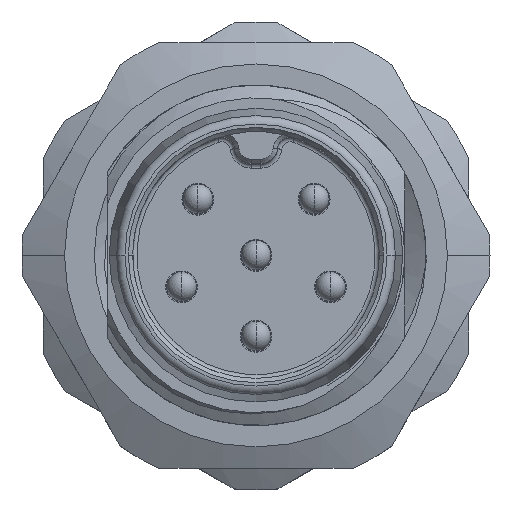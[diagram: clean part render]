
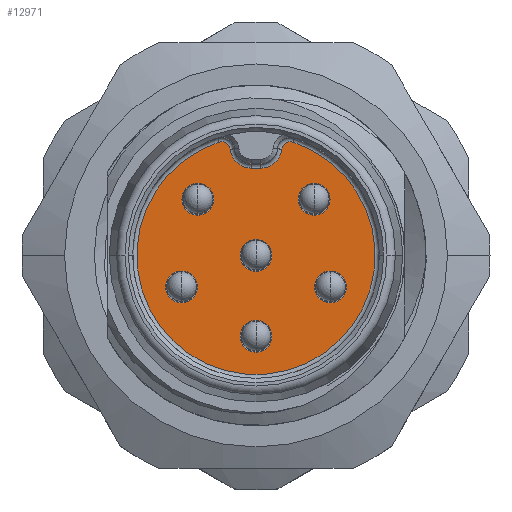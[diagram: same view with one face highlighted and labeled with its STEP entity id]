
A CAD part, top view. The second image highlights one B-rep face of the part: STEP entity #12971.
In plain terms, the highlighted planar face has unit normal (0, 0, 1).
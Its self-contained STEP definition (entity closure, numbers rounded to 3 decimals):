
#10959=CARTESIAN_POINT('',(0.,0.,7.));
#10960=DIRECTION('',(0.,0.,1.));
#10961=DIRECTION('',(-1.,0.,0.));
#10962=AXIS2_PLACEMENT_3D('',#10959,#10960,#10961);
#10964=CARTESIAN_POINT('',(0.,0.,7.));
#10965=DIRECTION('',(0.,0.,1.));
#10966=DIRECTION('',(1.,0.,0.));
#10967=AXIS2_PLACEMENT_3D('',#10964,#10965,#10966);
#10969=CARTESIAN_POINT('',(-1.749,-0.742,7.));
#10970=DIRECTION('',(0.,0.,1.));
#10971=DIRECTION('',(-1.,0.,0.));
#10972=AXIS2_PLACEMENT_3D('',#10969,#10970,#10971);
#10974=CARTESIAN_POINT('',(-1.749,-0.742,7.));
#10975=DIRECTION('',(0.,0.,1.));
#10976=DIRECTION('',(1.,0.,0.));
#10977=AXIS2_PLACEMENT_3D('',#10974,#10975,#10976);
#10979=CARTESIAN_POINT('',(0.,-1.9,7.));
#10980=DIRECTION('',(0.,0.,1.));
#10981=DIRECTION('',(-1.,0.,0.));
#10982=AXIS2_PLACEMENT_3D('',#10979,#10980,#10981);
#10984=CARTESIAN_POINT('',(0.,-1.9,7.));
#10985=DIRECTION('',(0.,0.,1.));
#10986=DIRECTION('',(1.,0.,0.));
#10987=AXIS2_PLACEMENT_3D('',#10984,#10985,#10986);
#10989=CARTESIAN_POINT('',(1.749,-0.742,7.));
#10990=DIRECTION('',(0.,0.,1.));
#10991=DIRECTION('',(-1.,0.,0.));
#10992=AXIS2_PLACEMENT_3D('',#10989,#10990,#10991);
#10994=CARTESIAN_POINT('',(1.749,-0.742,7.));
#10995=DIRECTION('',(0.,0.,1.));
#10996=DIRECTION('',(1.,0.,0.));
#10997=AXIS2_PLACEMENT_3D('',#10994,#10995,#10996);
#10999=CARTESIAN_POINT('',(1.367,1.32,7.));
#11000=DIRECTION('',(0.,0.,1.));
#11001=DIRECTION('',(-1.,0.,0.));
#11002=AXIS2_PLACEMENT_3D('',#10999,#11000,#11001);
#11004=CARTESIAN_POINT('',(1.367,1.32,7.));
#11005=DIRECTION('',(0.,0.,1.));
#11006=DIRECTION('',(1.,0.,0.));
#11007=AXIS2_PLACEMENT_3D('',#11004,#11005,#11006);
#11009=CARTESIAN_POINT('',(-1.367,1.32,7.));
#11010=DIRECTION('',(0.,0.,1.));
#11011=DIRECTION('',(-1.,0.,0.));
#11012=AXIS2_PLACEMENT_3D('',#11009,#11010,#11011);
#11014=CARTESIAN_POINT('',(-1.367,1.32,7.));
#11015=DIRECTION('',(0.,0.,1.));
#11016=DIRECTION('',(1.,0.,0.));
#11017=AXIS2_PLACEMENT_3D('',#11014,#11015,#11016);
#11019=CARTESIAN_POINT('',(-0.804,2.472,7.));
#11020=DIRECTION('',(0.,0.,-1.));
#11021=DIRECTION('',(-0.309,0.951,0.));
#11022=AXIS2_PLACEMENT_3D('',#11019,#11020,#11021);
#11024=CARTESIAN_POINT('',(-0.109,2.55,7.));
#11025=DIRECTION('',(0.,0.,1.));
#11026=DIRECTION('',(-0.994,-0.111,0.));
#11027=AXIS2_PLACEMENT_3D('',#11024,#11025,#11026);
#11029=DIRECTION('',(1.,0.,0.));
#11030=VECTOR('',#11029,0.218);
#11031=CARTESIAN_POINT('',(-0.109,2.05,7.));
#11032=LINE('',#11031,#11030);
#11033=CARTESIAN_POINT('',(0.109,2.55,7.));
#11034=DIRECTION('',(0.,0.,1.));
#11035=DIRECTION('',(0.,-1.,0.));
#11036=AXIS2_PLACEMENT_3D('',#11033,#11034,#11035);
#11038=CARTESIAN_POINT('',(0.804,2.472,7.));
#11039=DIRECTION('',(0.,0.,-1.));
#11040=DIRECTION('',(-0.994,0.111,0.));
#11041=AXIS2_PLACEMENT_3D('',#11038,#11039,#11040);
#11138=CARTESIAN_POINT('',(0.,0.,7.));
#11139=DIRECTION('',(0.,0.,1.));
#11140=DIRECTION('',(-0.309,0.951,0.));
#11141=AXIS2_PLACEMENT_3D('',#11138,#11139,#11140);
#12210=CARTESIAN_POINT('',(-0.375,0.,7.));
#12211=CARTESIAN_POINT('',(0.375,0.,7.));
#12212=VERTEX_POINT('',#12210);
#12213=VERTEX_POINT('',#12211);
#12214=CARTESIAN_POINT('',(-2.124,-0.742,7.));
#12215=CARTESIAN_POINT('',(-1.374,-0.742,7.));
#12216=VERTEX_POINT('',#12214);
#12217=VERTEX_POINT('',#12215);
#12218=CARTESIAN_POINT('',(-0.375,-1.9,7.));
#12219=CARTESIAN_POINT('',(0.375,-1.9,7.));
#12220=VERTEX_POINT('',#12218);
#12221=VERTEX_POINT('',#12219);
#12222=CARTESIAN_POINT('',(1.374,-0.742,7.));
#12223=CARTESIAN_POINT('',(2.124,-0.742,7.));
#12224=VERTEX_POINT('',#12222);
#12225=VERTEX_POINT('',#12223);
#12226=CARTESIAN_POINT('',(0.992,1.32,7.));
#12227=CARTESIAN_POINT('',(1.742,1.32,7.));
#12228=VERTEX_POINT('',#12226);
#12229=VERTEX_POINT('',#12227);
#12230=CARTESIAN_POINT('',(-1.742,1.32,7.));
#12231=CARTESIAN_POINT('',(-0.992,1.32,7.));
#12232=VERTEX_POINT('',#12230);
#12233=VERTEX_POINT('',#12231);
#12330=CARTESIAN_POINT('',(-0.866,2.663,7.));
#12331=CARTESIAN_POINT('',(-0.606,2.495,7.));
#12332=VERTEX_POINT('',#12330);
#12333=VERTEX_POINT('',#12331);
#12338=CARTESIAN_POINT('',(-0.109,2.05,7.));
#12339=VERTEX_POINT('',#12338);
#12342=CARTESIAN_POINT('',(0.109,2.05,7.));
#12343=VERTEX_POINT('',#12342);
#12346=CARTESIAN_POINT('',(0.606,2.495,7.));
#12347=VERTEX_POINT('',#12346);
#12350=CARTESIAN_POINT('',(0.866,2.663,7.));
#12351=VERTEX_POINT('',#12350);
#12918=CARTESIAN_POINT('',(0.,0.,7.));
#12919=DIRECTION('',(0.,0.,1.));
#12920=DIRECTION('',(-1.,0.,0.));
#12921=AXIS2_PLACEMENT_3D('',#12918,#12919,#12920);
#12922=PLANE('',#12921);
#12924=ORIENTED_EDGE('',*,*,#12923,.T.);
#12926=ORIENTED_EDGE('',*,*,#12925,.T.);
#12928=ORIENTED_EDGE('',*,*,#12927,.T.);
#12930=ORIENTED_EDGE('',*,*,#12929,.T.);
#12932=ORIENTED_EDGE('',*,*,#12931,.T.);
#12934=ORIENTED_EDGE('',*,*,#12933,.F.);
#12935=EDGE_LOOP('',(#12924,#12926,#12928,#12930,#12932,#12934));
#12936=FACE_OUTER_BOUND('',#12935,.F.);
#12938=ORIENTED_EDGE('',*,*,#12937,.T.);
#12940=ORIENTED_EDGE('',*,*,#12939,.T.);
#12941=EDGE_LOOP('',(#12938,#12940));
#12942=FACE_BOUND('',#12941,.F.);
#12944=ORIENTED_EDGE('',*,*,#12943,.T.);
#12946=ORIENTED_EDGE('',*,*,#12945,.T.);
#12947=EDGE_LOOP('',(#12944,#12946));
#12948=FACE_BOUND('',#12947,.F.);
#12950=ORIENTED_EDGE('',*,*,#12949,.T.);
#12952=ORIENTED_EDGE('',*,*,#12951,.T.);
#12953=EDGE_LOOP('',(#12950,#12952));
#12954=FACE_BOUND('',#12953,.F.);
#12956=ORIENTED_EDGE('',*,*,#12955,.T.);
#12958=ORIENTED_EDGE('',*,*,#12957,.T.);
#12959=EDGE_LOOP('',(#12956,#12958));
#12960=FACE_BOUND('',#12959,.F.);
#12962=ORIENTED_EDGE('',*,*,#12961,.T.);
#12964=ORIENTED_EDGE('',*,*,#12963,.T.);
#12965=EDGE_LOOP('',(#12962,#12964));
#12966=FACE_BOUND('',#12965,.F.);
#12967=ORIENTED_EDGE('',*,*,#12898,.T.);
#12968=ORIENTED_EDGE('',*,*,#12912,.T.);
#12969=EDGE_LOOP('',(#12967,#12968));
#12970=FACE_BOUND('',#12969,.F.);
#10963=CIRCLE('',#10962,0.375);
#10968=CIRCLE('',#10967,0.375);
#10973=CIRCLE('',#10972,0.375);
#10978=CIRCLE('',#10977,0.375);
#10983=CIRCLE('',#10982,0.375);
#10988=CIRCLE('',#10987,0.375);
#10993=CIRCLE('',#10992,0.375);
#10998=CIRCLE('',#10997,0.375);
#11003=CIRCLE('',#11002,0.375);
#11008=CIRCLE('',#11007,0.375);
#11013=CIRCLE('',#11012,0.375);
#11018=CIRCLE('',#11017,0.375);
#11023=CIRCLE('',#11022,0.2);
#11028=CIRCLE('',#11027,0.5);
#11037=CIRCLE('',#11036,0.5);
#11042=CIRCLE('',#11041,0.2);
#11142=CIRCLE('',#11141,2.8);
#12898=EDGE_CURVE('',#12212,#12213,#10963,.T.);
#12912=EDGE_CURVE('',#12213,#12212,#10968,.T.);
#12923=EDGE_CURVE('',#12332,#12333,#11023,.T.);
#12925=EDGE_CURVE('',#12333,#12339,#11028,.T.);
#12927=EDGE_CURVE('',#12339,#12343,#11032,.T.);
#12929=EDGE_CURVE('',#12343,#12347,#11037,.T.);
#12931=EDGE_CURVE('',#12347,#12351,#11042,.T.);
#12933=EDGE_CURVE('',#12332,#12351,#11142,.T.);
#12937=EDGE_CURVE('',#12216,#12217,#10973,.T.);
#12939=EDGE_CURVE('',#12217,#12216,#10978,.T.);
#12943=EDGE_CURVE('',#12220,#12221,#10983,.T.);
#12945=EDGE_CURVE('',#12221,#12220,#10988,.T.);
#12949=EDGE_CURVE('',#12224,#12225,#10993,.T.);
#12951=EDGE_CURVE('',#12225,#12224,#10998,.T.);
#12955=EDGE_CURVE('',#12228,#12229,#11003,.T.);
#12957=EDGE_CURVE('',#12229,#12228,#11008,.T.);
#12961=EDGE_CURVE('',#12232,#12233,#11013,.T.);
#12963=EDGE_CURVE('',#12233,#12232,#11018,.T.);
#12971=ADVANCED_FACE('',(#12936,#12942,#12948,#12954,#12960,#12966,#12970),
#12922,.T.);
